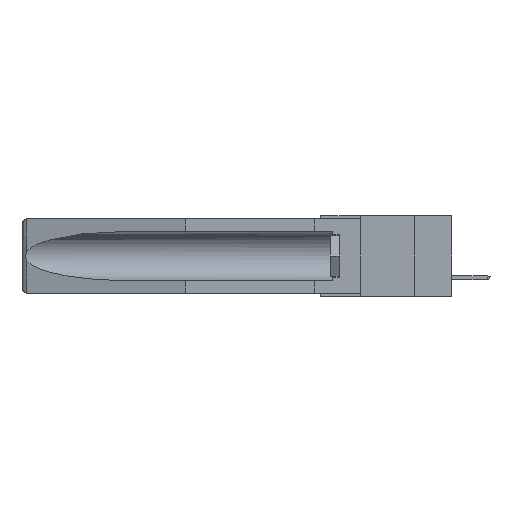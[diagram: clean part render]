
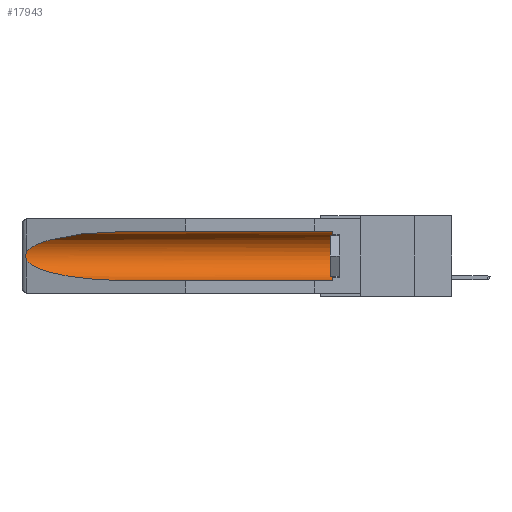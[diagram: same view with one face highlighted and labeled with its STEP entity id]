
A CAD part, left-side view. The second image highlights one B-rep face of the part: STEP entity #17943.
In plain terms, the highlighted cylindrical face has radius 2.857 mm (diameter 5.715 mm), a partial arc.
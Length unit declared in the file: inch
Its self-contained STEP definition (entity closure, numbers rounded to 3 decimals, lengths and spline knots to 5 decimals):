
#71 = VECTOR ( 'NONE', #4746, 39.37008 ) ;
#188 = CARTESIAN_POINT ( 'NONE',  ( 0.25451, 1.48313, -0.24835 ) ) ;
#1445 = ORIENTED_EDGE ( 'NONE', *, *, #9727, .T. ) ;
#1597 = EDGE_LOOP ( 'NONE', ( #11201, #17760, #4821, #8215, #1445, #17181 ) ) ;
#2190 = DIRECTION ( 'NONE',  ( 0., 1., 0. ) ) ;
#2312 = CARTESIAN_POINT ( 'NONE',  ( 0.155, 1.07973, -0.284 ) ) ;
#2396 = CARTESIAN_POINT ( 'NONE',  ( 0.21114, 1.30732, -0.284 ) ) ;
#2488 = EDGE_CURVE ( 'NONE', #11309, #19440, #4830, .T. ) ;
#2597 = VERTEX_POINT ( 'NONE', #19104 ) ;
#2602 = CYLINDRICAL_SURFACE ( 'NONE', #25628, 0.1125 ) ;
#2766 = CARTESIAN_POINT ( 'NONE',  ( 0.2675, 1.53308, -0.17534 ) ) ;
#3320 = B_SPLINE_CURVE_WITH_KNOTS ( 'NONE', 3,
 ( #19069, #4886, #12960, #15036, #19249, #2766, #4799, #6889, #6973, #18763 ),
 .UNSPECIFIED., .F., .F.,
 ( 4, 2, 2, 2, 4 ),
 ( 0., 0.00029, 0.00058, 0.00087, 0.00117 ),
 .UNSPECIFIED. ) ;
#3391 = EDGE_CURVE ( 'NONE', #5352, #19440, #22054, .T. ) ;
#4746 = DIRECTION ( 'NONE',  ( 0., 1., 0. ) ) ;
#4799 = CARTESIAN_POINT ( 'NONE',  ( 0.2673, 1.53269, -0.17917 ) ) ;
#4821 = ORIENTED_EDGE ( 'NONE', *, *, #3391, .T. ) ;
#4830 = LINE ( 'NONE', #6752, #71 ) ;
#4857 = CARTESIAN_POINT ( 'NONE',  ( 0.25451, 1.48313, -0.09465 ) ) ;
#4886 = CARTESIAN_POINT ( 'NONE',  ( 0.26597, 1.52961, -0.15275 ) ) ;
#5085 = VERTEX_POINT ( 'NONE', #15611 ) ;
#5228 = CARTESIAN_POINT ( 'NONE',  ( 0.155, 1.07973, -0.284 ) ) ;
#5352 = VERTEX_POINT ( 'NONE', #13155 ) ;
#6114 = CARTESIAN_POINT ( 'NONE',  ( 0.155, -0.30754, -0.059 ) ) ;
#6752 = CARTESIAN_POINT ( 'NONE',  ( 0.155, -0.30754, -0.284 ) ) ;
#6889 = CARTESIAN_POINT ( 'NONE',  ( 0.26655, 1.53094, -0.18657 ) ) ;
#6973 = CARTESIAN_POINT ( 'NONE',  ( 0.26597, 1.5296, -0.19026 ) ) ;
#7059 = DIRECTION ( 'NONE',  ( 0., 0., 1. ) ) ;
#8215 = ORIENTED_EDGE ( 'NONE', *, *, #2488, .F. ) ;
#8222 = CIRCLE ( 'NONE', #16443, 0.1125 ) ;
#9727 = EDGE_CURVE ( 'NONE', #11309, #5085, #8222, .T. ) ;
#10253 = VERTEX_POINT ( 'NONE', #16862 ) ;
#11201 = ORIENTED_EDGE ( 'NONE', *, *, #16264, .T. ) ;
#11309 = VERTEX_POINT ( 'NONE', #20117 ) ;
#12044 = DIRECTION ( 'NONE',  ( 0., -1., 0. ) ) ;
#12960 = CARTESIAN_POINT ( 'NONE',  ( 0.26654, 1.53092, -0.15636 ) ) ;
#13155 = CARTESIAN_POINT ( 'NONE',  ( 0.26537, 1.52718, -0.19328 ) ) ;
#15036 = CARTESIAN_POINT ( 'NONE',  ( 0.2673, 1.5327, -0.16383 ) ) ;
#15611 = CARTESIAN_POINT ( 'NONE',  ( 0.155, 0.126, -0.059 ) ) ;
#15806 = CARTESIAN_POINT ( 'NONE',  ( 0.155, 0.126, -0.1715 ) ) ;
#16202 = VECTOR ( 'NONE', #2190, 39.37008 ) ;
#16264 = EDGE_CURVE ( 'NONE', #2597, #10253, #19735, .T. ) ;
#16443 = AXIS2_PLACEMENT_3D ( 'NONE', #15806, #12044, #26354 ) ;
#16612 = EDGE_CURVE ( 'NONE', #10253, #5352, #3320, .T. ) ;
#16862 = CARTESIAN_POINT ( 'NONE',  ( 0.26537, 1.52718, -0.14972 ) ) ;
#17181 = ORIENTED_EDGE ( 'NONE', *, *, #21500, .T. ) ;
#17760 = ORIENTED_EDGE ( 'NONE', *, *, #16612, .T. ) ;
#17943 = ADVANCED_FACE ( 'NONE', ( #24704 ), #2602, .F. ) ;
#18763 = CARTESIAN_POINT ( 'NONE',  ( 0.26537, 1.52718, -0.19328 ) ) ;
#19069 = CARTESIAN_POINT ( 'NONE',  ( 0.26537, 1.52718, -0.14972 ) ) ;
#19104 = CARTESIAN_POINT ( 'NONE',  ( 0.155, 1.07973, -0.059 ) ) ;
#19219 = CARTESIAN_POINT ( 'NONE',  ( 0.155, 1.07973, -0.059 ) ) ;
#19249 = CARTESIAN_POINT ( 'NONE',  ( 0.2675, 1.53308, -0.16763 ) ) ;
#19396 = CARTESIAN_POINT ( 'NONE',  ( 0.26537, 1.52718, -0.14972 ) ) ;
#19423 = LINE ( 'NONE', #6114, #16202 ) ;
#19440 = VERTEX_POINT ( 'NONE', #5228 ) ;
#19735 =( BOUNDED_CURVE ( )  B_SPLINE_CURVE ( 3, ( #19219, #25643, #4857, #19396 ),
 .UNSPECIFIED., .F., .F. ) 
 B_SPLINE_CURVE_WITH_KNOTS ( ( 4, 4 ),
 ( 4.71239, 6.08839 ),
 .UNSPECIFIED. ) 
 CURVE ( )  GEOMETRIC_REPRESENTATION_ITEM ( )  RATIONAL_B_SPLINE_CURVE ( ( 1., 0.848, 0.848, 1. ) ) 
 REPRESENTATION_ITEM ( '' )  );
#20117 = CARTESIAN_POINT ( 'NONE',  ( 0.155, 0.126, -0.284 ) ) ;
#21064 = CARTESIAN_POINT ( 'NONE',  ( 0.26537, 1.52718, -0.19328 ) ) ;
#21500 = EDGE_CURVE ( 'NONE', #5085, #2597, #19423, .T. ) ;
#22054 =( BOUNDED_CURVE ( )  B_SPLINE_CURVE ( 3, ( #21064, #188, #2396, #2312 ),
 .UNSPECIFIED., .F., .F. ) 
 B_SPLINE_CURVE_WITH_KNOTS ( ( 4, 4 ),
 ( 0.1948, 1.5708 ),
 .UNSPECIFIED. ) 
 CURVE ( )  GEOMETRIC_REPRESENTATION_ITEM ( )  RATIONAL_B_SPLINE_CURVE ( ( 1., 0.848, 0.848, 1. ) ) 
 REPRESENTATION_ITEM ( '' )  );
#23701 = DIRECTION ( 'NONE',  ( 0., 1., 0. ) ) ;
#24704 = FACE_OUTER_BOUND ( 'NONE', #1597, .T. ) ;
#25628 = AXIS2_PLACEMENT_3D ( 'NONE', #25749, #23701, #7059 ) ;
#25643 = CARTESIAN_POINT ( 'NONE',  ( 0.21114, 1.30732, -0.059 ) ) ;
#25749 = CARTESIAN_POINT ( 'NONE',  ( 0.155, -0.30754, -0.1715 ) ) ;
#26354 = DIRECTION ( 'NONE',  ( 0., 0., 1. ) ) ;
